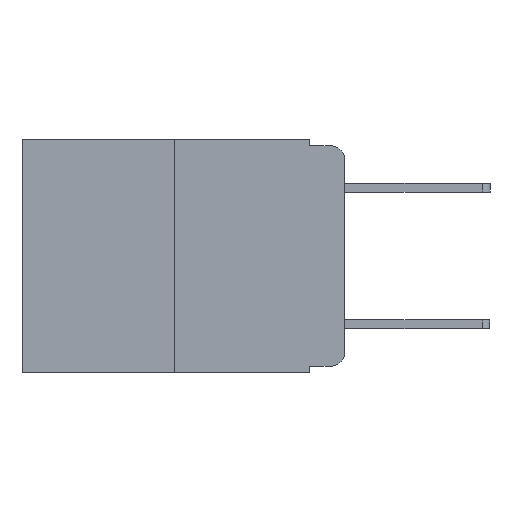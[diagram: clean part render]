
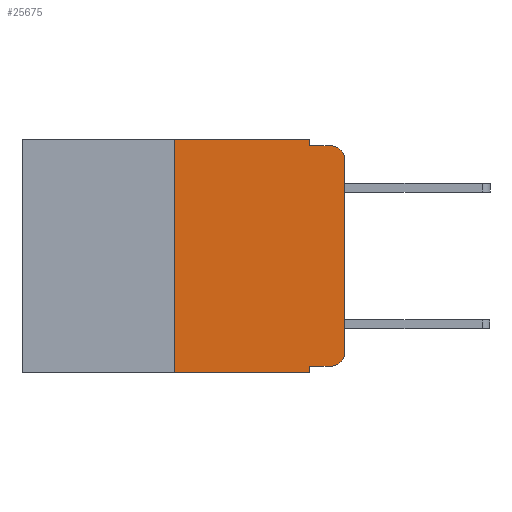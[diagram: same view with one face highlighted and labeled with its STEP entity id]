
A CAD part, left-side view. The second image highlights one B-rep face of the part: STEP entity #25675.
In plain terms, the highlighted planar face has unit normal (-1, 0, 0).
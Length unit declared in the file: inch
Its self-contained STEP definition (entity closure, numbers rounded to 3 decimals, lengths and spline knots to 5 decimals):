
#210 = LINE ( 'NONE', #13965, #10584 ) ;
#376 = VECTOR ( 'NONE', #10712, 39.37008 ) ;
#1021 = CARTESIAN_POINT ( 'NONE',  ( 0., 0.25, 0. ) ) ;
#1992 = DIRECTION ( 'NONE',  ( 1., 0., 0. ) ) ;
#2018 = ORIENTED_EDGE ( 'NONE', *, *, #25174, .F. ) ;
#2035 = VECTOR ( 'NONE', #7846, 39.37008 ) ;
#2132 = VERTEX_POINT ( 'NONE', #5634 ) ;
#3222 = DIRECTION ( 'NONE',  ( 0., -1., 0. ) ) ;
#3368 = CARTESIAN_POINT ( 'NONE',  ( 0., 0.02, -0.333 ) ) ;
#3626 = DIRECTION ( 'NONE',  ( 0., 0., 1. ) ) ;
#3860 = VECTOR ( 'NONE', #20836, 39.37008 ) ;
#4101 = VERTEX_POINT ( 'NONE', #16592 ) ;
#4266 = ORIENTED_EDGE ( 'NONE', *, *, #21441, .F. ) ;
#4396 = CARTESIAN_POINT ( 'NONE',  ( 0., 0.051, -0.01 ) ) ;
#4862 = DIRECTION ( 'NONE',  ( 0., 0., 1. ) ) ;
#5095 = EDGE_CURVE ( 'NONE', #5903, #6403, #21317, .T. ) ;
#5469 = LINE ( 'NONE', #18011, #26589 ) ;
#5634 = CARTESIAN_POINT ( 'NONE',  ( 0., 0.051, -0.01 ) ) ;
#5848 = CARTESIAN_POINT ( 'NONE',  ( 0., 0.051, -0.343 ) ) ;
#5903 = VERTEX_POINT ( 'NONE', #9817 ) ;
#6403 = VERTEX_POINT ( 'NONE', #3368 ) ;
#6843 = EDGE_CURVE ( 'NONE', #22966, #4101, #5469, .T. ) ;
#6939 = DIRECTION ( 'NONE',  ( -1., 0., 0. ) ) ;
#7170 = ORIENTED_EDGE ( 'NONE', *, *, #10968, .F. ) ;
#7517 = EDGE_CURVE ( 'NONE', #26429, #12893, #210, .T. ) ;
#7846 = DIRECTION ( 'NONE',  ( 0., 0., -1. ) ) ;
#8358 = VERTEX_POINT ( 'NONE', #5848 ) ;
#9817 = CARTESIAN_POINT ( 'NONE',  ( 0., 0.051, -0.333 ) ) ;
#9990 = LINE ( 'NONE', #4396, #3860 ) ;
#10077 = FACE_OUTER_BOUND ( 'NONE', #22879, .T. ) ;
#10233 = PLANE ( 'NONE',  #25537 ) ;
#10584 = VECTOR ( 'NONE', #3626, 39.37008 ) ;
#10712 = DIRECTION ( 'NONE',  ( 0., 0., -1. ) ) ;
#10968 = EDGE_CURVE ( 'NONE', #24631, #22966, #18345, .T. ) ;
#11080 = ORIENTED_EDGE ( 'NONE', *, *, #12217, .T. ) ;
#11514 = LINE ( 'NONE', #13781, #21748 ) ;
#11755 = DIRECTION ( 'NONE',  ( -1., 0., 0. ) ) ;
#11937 = DIRECTION ( 'NONE',  ( 0., -1., 0. ) ) ;
#12217 = EDGE_CURVE ( 'NONE', #24631, #8358, #11514, .T. ) ;
#12768 = CARTESIAN_POINT ( 'NONE',  ( 0., 0., -0.313 ) ) ;
#12893 = VERTEX_POINT ( 'NONE', #14855 ) ;
#13259 = EDGE_CURVE ( 'NONE', #4101, #2132, #18514, .T. ) ;
#13781 = CARTESIAN_POINT ( 'NONE',  ( 0., 0.473, -0.343 ) ) ;
#13965 = CARTESIAN_POINT ( 'NONE',  ( 0., 0., 0. ) ) ;
#14023 = CARTESIAN_POINT ( 'NONE',  ( 0., 0.051, 0. ) ) ;
#14259 = ORIENTED_EDGE ( 'NONE', *, *, #7517, .T. ) ;
#14410 = CARTESIAN_POINT ( 'NONE',  ( 0., 0.473, 0. ) ) ;
#14855 = CARTESIAN_POINT ( 'NONE',  ( 0., 0., -0.03 ) ) ;
#15603 = ORIENTED_EDGE ( 'NONE', *, *, #6843, .F. ) ;
#15657 = VERTEX_POINT ( 'NONE', #26081 ) ;
#15869 = DIRECTION ( 'NONE',  ( 0., -1., 0. ) ) ;
#16494 = DIRECTION ( 'NONE',  ( 0., 0., -1. ) ) ;
#16592 = CARTESIAN_POINT ( 'NONE',  ( 0., 0.051, 0. ) ) ;
#17331 = ORIENTED_EDGE ( 'NONE', *, *, #24817, .T. ) ;
#18011 = CARTESIAN_POINT ( 'NONE',  ( 0., 0.473, 0. ) ) ;
#18345 = LINE ( 'NONE', #25284, #23726 ) ;
#18514 = LINE ( 'NONE', #14023, #2035 ) ;
#19111 = CIRCLE ( 'NONE', #20259, 0.02 ) ;
#19266 = CARTESIAN_POINT ( 'NONE',  ( 0., 0.02, -0.03 ) ) ;
#19705 = ORIENTED_EDGE ( 'NONE', *, *, #13259, .F. ) ;
#20259 = AXIS2_PLACEMENT_3D ( 'NONE', #23950, #11755, #26000 ) ;
#20402 = ORIENTED_EDGE ( 'NONE', *, *, #5095, .T. ) ;
#20424 = EDGE_CURVE ( 'NONE', #12893, #15657, #25411, .T. ) ;
#20836 = DIRECTION ( 'NONE',  ( 0., -1., 0. ) ) ;
#21317 = LINE ( 'NONE', #21673, #25427 ) ;
#21331 = DIRECTION ( 'NONE',  ( 0., 0., -1. ) ) ;
#21441 = EDGE_CURVE ( 'NONE', #2132, #15657, #9990, .T. ) ;
#21673 = CARTESIAN_POINT ( 'NONE',  ( 0., 0.051, -0.333 ) ) ;
#21748 = VECTOR ( 'NONE', #15869, 39.37008 ) ;
#22295 = LINE ( 'NONE', #24926, #376 ) ;
#22879 = EDGE_LOOP ( 'NONE', ( #14259, #23814, #4266, #19705, #15603, #7170, #11080, #2018, #20402, #17331 ) ) ;
#22966 = VERTEX_POINT ( 'NONE', #1021 ) ;
#23275 = CARTESIAN_POINT ( 'NONE',  ( 0., 0.25, -0.343 ) ) ;
#23726 = VECTOR ( 'NONE', #4862, 39.37008 ) ;
#23814 = ORIENTED_EDGE ( 'NONE', *, *, #20424, .T. ) ;
#23950 = CARTESIAN_POINT ( 'NONE',  ( 0., 0.02, -0.313 ) ) ;
#24631 = VERTEX_POINT ( 'NONE', #23275 ) ;
#24817 = EDGE_CURVE ( 'NONE', #6403, #26429, #19111, .T. ) ;
#24926 = CARTESIAN_POINT ( 'NONE',  ( 0., 0.051, 0. ) ) ;
#25130 = AXIS2_PLACEMENT_3D ( 'NONE', #19266, #6939, #21331 ) ;
#25174 = EDGE_CURVE ( 'NONE', #5903, #8358, #22295, .T. ) ;
#25284 = CARTESIAN_POINT ( 'NONE',  ( 0., 0.25, 0. ) ) ;
#25411 = CIRCLE ( 'NONE', #25130, 0.02 ) ;
#25427 = VECTOR ( 'NONE', #3222, 39.37008 ) ;
#25537 = AXIS2_PLACEMENT_3D ( 'NONE', #14410, #1992, #16494 ) ;
#25675 = ADVANCED_FACE ( 'NONE', ( #10077 ), #10233, .F. ) ;
#26000 = DIRECTION ( 'NONE',  ( 0., 0., -1. ) ) ;
#26081 = CARTESIAN_POINT ( 'NONE',  ( 0., 0.02, -0.01 ) ) ;
#26429 = VERTEX_POINT ( 'NONE', #12768 ) ;
#26589 = VECTOR ( 'NONE', #11937, 39.37008 ) ;
